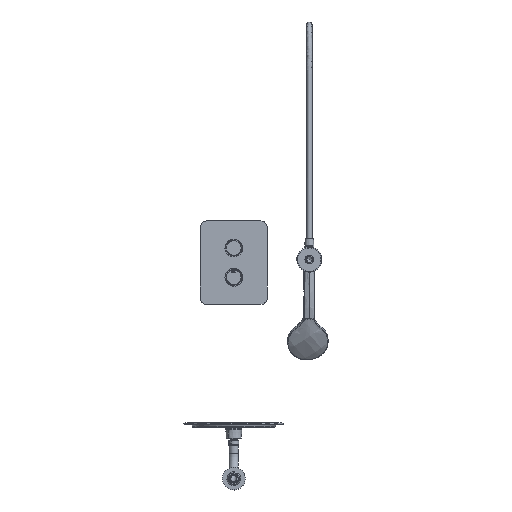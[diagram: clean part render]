
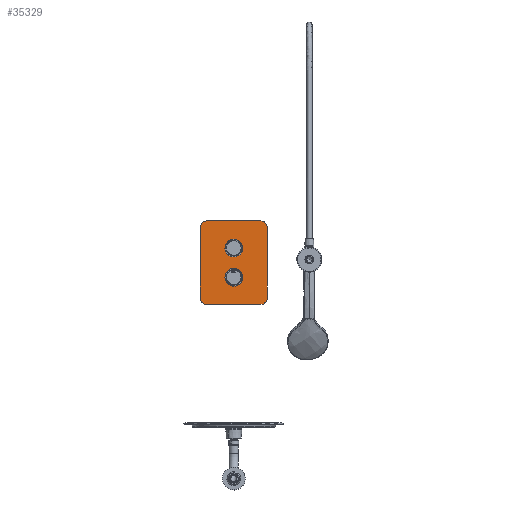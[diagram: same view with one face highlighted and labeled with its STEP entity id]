
A CAD part, front view. The second image highlights one B-rep face of the part: STEP entity #35329.
In plain terms, the highlighted planar face has unit normal (0, -1, 0).
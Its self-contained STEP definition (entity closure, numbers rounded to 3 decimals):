
#466 = DIRECTION ( 'NONE',  ( -1., 0., 0. ) ) ;
#647 = CARTESIAN_POINT ( 'NONE',  ( 65., -7., -65. ) ) ;
#1120 = AXIS2_PLACEMENT_3D ( 'NONE', #17790, #38301, #42237 ) ;
#1448 = CARTESIAN_POINT ( 'NONE',  ( 80., -7., -50. ) ) ;
#2151 = CARTESIAN_POINT ( 'NONE',  ( -65., -7., -50. ) ) ;
#2961 = VERTEX_POINT ( 'NONE', #33929 ) ;
#3134 = ORIENTED_EDGE ( 'NONE', *, *, #22247, .T. ) ;
#3459 = CARTESIAN_POINT ( 'NONE',  ( -65., -7., 120. ) ) ;
#3712 = EDGE_CURVE ( 'NONE', #23875, #44381, #19014, .T. ) ;
#3768 = CARTESIAN_POINT ( 'NONE',  ( -65., -7., -65. ) ) ;
#3808 = CARTESIAN_POINT ( 'NONE',  ( 0., -7., 70. ) ) ;
#4041 = AXIS2_PLACEMENT_3D ( 'NONE', #42798, #11700, #25350 ) ;
#4282 = CARTESIAN_POINT ( 'NONE',  ( -21.25, -7., 70. ) ) ;
#4568 = CARTESIAN_POINT ( 'NONE',  ( 80., -7., -65. ) ) ;
#5005 = DIRECTION ( 'NONE',  ( -1., 0., 0. ) ) ;
#6937 = AXIS2_PLACEMENT_3D ( 'NONE', #32204, #11387, #11535 ) ;
#7608 = CARTESIAN_POINT ( 'NONE',  ( -21.25, -7., 0. ) ) ;
#8929 = EDGE_LOOP ( 'NONE', ( #40150 ) ) ;
#9269 = VECTOR ( 'NONE', #29553, 1000. ) ;
#9544 = EDGE_CURVE ( 'NONE', #29026, #28723, #9702, .T. ) ;
#9702 = CIRCLE ( 'NONE', #20833, 15. ) ;
#10035 = DIRECTION ( 'NONE',  ( 1., 0., 0. ) ) ;
#10503 = CARTESIAN_POINT ( 'NONE',  ( -80., -7., 120. ) ) ;
#11387 = DIRECTION ( 'NONE',  ( 0., -1., 0. ) ) ;
#11535 = DIRECTION ( 'NONE',  ( -1., 0., 0. ) ) ;
#11700 = DIRECTION ( 'NONE',  ( 0., -1., 0. ) ) ;
#11814 = ORIENTED_EDGE ( 'NONE', *, *, #41938, .T. ) ;
#12552 = CIRCLE ( 'NONE', #40064, 15. ) ;
#12584 = VERTEX_POINT ( 'NONE', #17080 ) ;
#12683 = CARTESIAN_POINT ( 'NONE',  ( -80., -7., 135. ) ) ;
#13703 = DIRECTION ( 'NONE',  ( 0., -1., 0. ) ) ;
#14062 = LINE ( 'NONE', #23205, #9269 ) ;
#14761 = VERTEX_POINT ( 'NONE', #7608 ) ;
#15585 = EDGE_LOOP ( 'NONE', ( #23404 ) ) ;
#15610 = FACE_OUTER_BOUND ( 'NONE', #40809, .T. ) ;
#15667 = CARTESIAN_POINT ( 'NONE',  ( 65., -7., 135. ) ) ;
#17080 = CARTESIAN_POINT ( 'NONE',  ( -65., -7., 135. ) ) ;
#17681 = DIRECTION ( 'NONE',  ( 0., -1., 0. ) ) ;
#17790 = CARTESIAN_POINT ( 'NONE',  ( 65., -7., 120. ) ) ;
#18132 = DIRECTION ( 'NONE',  ( 0., 0., 1. ) ) ;
#18289 = FACE_BOUND ( 'NONE', #15585, .T. ) ;
#18486 = AXIS2_PLACEMENT_3D ( 'NONE', #3808, #17681, #466 ) ;
#19014 = CIRCLE ( 'NONE', #6937, 15. ) ;
#20315 = EDGE_CURVE ( 'NONE', #44381, #2961, #30789, .T. ) ;
#20833 = AXIS2_PLACEMENT_3D ( 'NONE', #2151, #36961, #43630 ) ;
#22234 = PLANE ( 'NONE',  #4041 ) ;
#22247 = EDGE_CURVE ( 'NONE', #43449, #12584, #14062, .T. ) ;
#22447 = ORIENTED_EDGE ( 'NONE', *, *, #3712, .T. ) ;
#23205 = CARTESIAN_POINT ( 'NONE',  ( 80., -7., 135. ) ) ;
#23266 = CARTESIAN_POINT ( 'NONE',  ( -80., -7., -65. ) ) ;
#23404 = ORIENTED_EDGE ( 'NONE', *, *, #31590, .F. ) ;
#23483 = ORIENTED_EDGE ( 'NONE', *, *, #9544, .T. ) ;
#23875 = VERTEX_POINT ( 'NONE', #647 ) ;
#24009 = VERTEX_POINT ( 'NONE', #10503 ) ;
#24947 = VERTEX_POINT ( 'NONE', #4282 ) ;
#25330 = ORIENTED_EDGE ( 'NONE', *, *, #34811, .T. ) ;
#25350 = DIRECTION ( 'NONE',  ( -1., 0., 0. ) ) ;
#27699 = DIRECTION ( 'NONE',  ( -1., 0., 0. ) ) ;
#28474 = ORIENTED_EDGE ( 'NONE', *, *, #39874, .T. ) ;
#28723 = VERTEX_POINT ( 'NONE', #3768 ) ;
#29026 = VERTEX_POINT ( 'NONE', #40578 ) ;
#29223 = AXIS2_PLACEMENT_3D ( 'NONE', #39384, #42862, #5005 ) ;
#29553 = DIRECTION ( 'NONE',  ( -1., 0., 0. ) ) ;
#30789 = LINE ( 'NONE', #4568, #31319 ) ;
#31126 = CIRCLE ( 'NONE', #18486, 21.25 ) ;
#31319 = VECTOR ( 'NONE', #18132, 1000. ) ;
#31590 = EDGE_CURVE ( 'NONE', #14761, #14761, #36973, .T. ) ;
#32204 = CARTESIAN_POINT ( 'NONE',  ( 65., -7., -50. ) ) ;
#33929 = CARTESIAN_POINT ( 'NONE',  ( 80., -7., 120. ) ) ;
#34811 = EDGE_CURVE ( 'NONE', #2961, #43449, #39966, .T. ) ;
#35329 = ADVANCED_FACE ( 'NONE', ( #38801, #18289, #15610 ), #22234, .T. ) ;
#35595 = VECTOR ( 'NONE', #10035, 1000. ) ;
#35951 = LINE ( 'NONE', #12683, #39199 ) ;
#36399 = ORIENTED_EDGE ( 'NONE', *, *, #20315, .T. ) ;
#36407 = EDGE_CURVE ( 'NONE', #24947, #24947, #31126, .T. ) ;
#36488 = EDGE_CURVE ( 'NONE', #24009, #29026, #35951, .T. ) ;
#36961 = DIRECTION ( 'NONE',  ( 0., -1., 0. ) ) ;
#36973 = CIRCLE ( 'NONE', #29223, 21.25 ) ;
#37227 = LINE ( 'NONE', #23266, #35595 ) ;
#38301 = DIRECTION ( 'NONE',  ( 0., -1., 0. ) ) ;
#38801 = FACE_BOUND ( 'NONE', #8929, .T. ) ;
#39199 = VECTOR ( 'NONE', #44243, 1000. ) ;
#39384 = CARTESIAN_POINT ( 'NONE',  ( 0., -7., 0. ) ) ;
#39874 = EDGE_CURVE ( 'NONE', #12584, #24009, #12552, .T. ) ;
#39966 = CIRCLE ( 'NONE', #1120, 15. ) ;
#40064 = AXIS2_PLACEMENT_3D ( 'NONE', #3459, #13703, #27699 ) ;
#40150 = ORIENTED_EDGE ( 'NONE', *, *, #36407, .F. ) ;
#40578 = CARTESIAN_POINT ( 'NONE',  ( -80., -7., -50. ) ) ;
#40809 = EDGE_LOOP ( 'NONE', ( #36399, #25330, #3134, #28474, #40857, #23483, #11814, #22447 ) ) ;
#40857 = ORIENTED_EDGE ( 'NONE', *, *, #36488, .T. ) ;
#41938 = EDGE_CURVE ( 'NONE', #28723, #23875, #37227, .T. ) ;
#42237 = DIRECTION ( 'NONE',  ( -1., 0., 0. ) ) ;
#42798 = CARTESIAN_POINT ( 'NONE',  ( 0., -7., 0. ) ) ;
#42862 = DIRECTION ( 'NONE',  ( 0., -1., 0. ) ) ;
#43449 = VERTEX_POINT ( 'NONE', #15667 ) ;
#43630 = DIRECTION ( 'NONE',  ( -1., 0., 0. ) ) ;
#44243 = DIRECTION ( 'NONE',  ( 0., 0., -1. ) ) ;
#44381 = VERTEX_POINT ( 'NONE', #1448 ) ;
